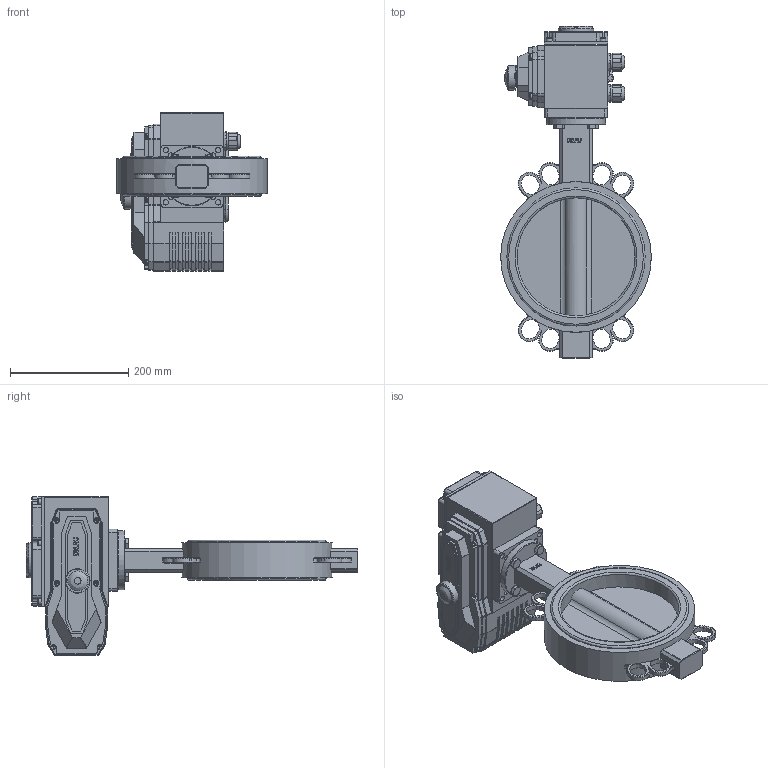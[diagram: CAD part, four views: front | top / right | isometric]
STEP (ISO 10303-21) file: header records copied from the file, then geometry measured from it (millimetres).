
FILE_DESCRIPTION(/* description */ (''),/* implementation_level */ '2;1');
FILE_NAME(/* name */ 'DN200-040_3D_STEP.stp',/* time_stamp */ '2025-06-18T15:14:34+03:00',/* author */ ('igorr'),/* organization */ (''),/* preprocessor_version */ 'ST-DEVELOPER v20',/* originating_system */ 'Autodesk Inventor 2025',/* authorisation */ '');
FILE_SCHEMA (('AUTOMOTIVE_DESIGN { 1 0 10303 214 3 1 1 }'));
Length unit declared in the file: millimetre
Products named in the file (9): Сборка1; Деталь1; AS 1110 - M10 x 16; Сборка; Деталь; AS 1420 - 1973 - M3 x 6; AS 1420 - 1973 - M6 x 16; AS 1420 - 1973 - M5 x 16; Деталь3
Assembly tree (24 placements, depth 3):
  Сборка1
    Деталь1
    AS 1110 - M10 x 16  x4
    Сборка
      Деталь
      AS 1420 - 1973 - M3 x 6  x4
      AS 1420 - 1973 - M6 x 16  x6
      AS 1420 - 1973 - M5 x 16  x6
      Деталь3
Bounding box: 255 x 562 x 269 mm (x, y, z)
Volume: 6646838.4 mm3; surface area: 515487 mm2
Topology: 25 solids, 25 shells, 1351 faces, 3458 edges, 2221 vertices
Faces by surface type: plane 712, cylinder 388, torus 109, cone 65, bspline 64, sphere 13
Full cylindrical faces by diameter (mm): 3 x4, 5 x6, 5.5 x4, 6 x6, 7 x4, 8.5 x6, 9 x4, 10 x10, 11 x4, 13.606 x2, 16 x4, 27.184 x2, 41.63 x1, 41.932 x1, 44 x1, 48.957 x1, 60 x2, 100 x1, 200 x2, 234 x2, 255 x1
Entity records: 36022 total; most frequent: CARTESIAN_POINT 7745, ORIENTED_EDGE 5662, DIRECTION 5607, EDGE_CURVE 2831, AXIS2_PLACEMENT_3D 1937, VERTEX_POINT 1819, LINE 1733, VECTOR 1733
